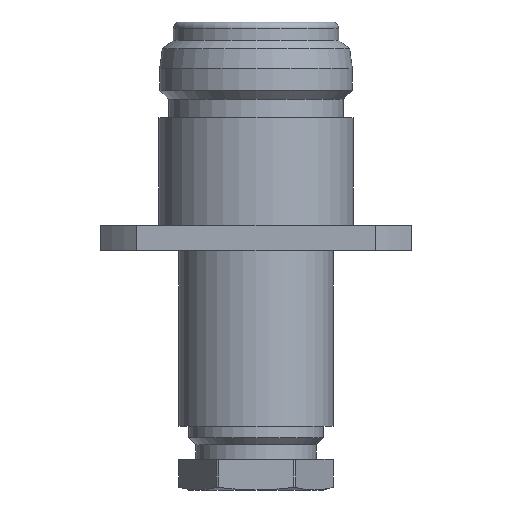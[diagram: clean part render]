
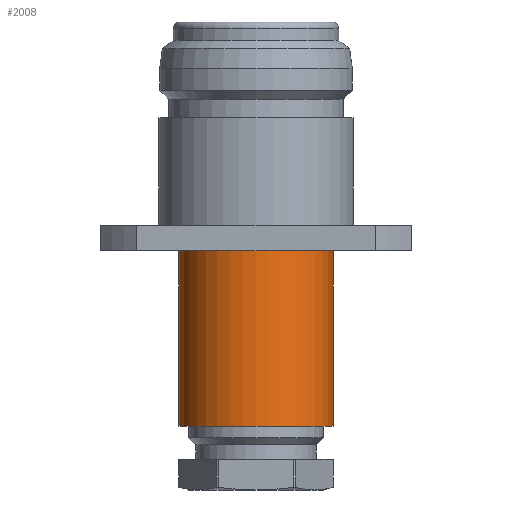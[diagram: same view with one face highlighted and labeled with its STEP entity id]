
A CAD part, front view. The second image highlights one B-rep face of the part: STEP entity #2008.
In plain terms, the highlighted cylindrical face has radius 6.3 mm (diameter 12.6 mm), a partial arc.
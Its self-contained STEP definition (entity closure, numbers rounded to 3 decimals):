
#59 = EDGE_CURVE ( 'NONE', #3065, #1395, #3624, .T. ) ;
#265 = VECTOR ( 'NONE', #2105, 1000. ) ;
#342 = VERTEX_POINT ( 'NONE', #414 ) ;
#382 = CARTESIAN_POINT ( 'NONE',  ( 0., 0., -33. ) ) ;
#414 = CARTESIAN_POINT ( 'NONE',  ( 6.3, 0., -33. ) ) ;
#421 = DIRECTION ( 'NONE',  ( 0., 0., 1. ) ) ;
#512 = CIRCLE ( 'NONE', #3970, 6.3 ) ;
#678 = DIRECTION ( 'NONE',  ( 0., 0., 1. ) ) ;
#850 = VECTOR ( 'NONE', #3642, 1000. ) ;
#1193 = LINE ( 'NONE', #2549, #265 ) ;
#1395 = VERTEX_POINT ( 'NONE', #3102 ) ;
#1420 = DIRECTION ( 'NONE',  ( 1., 0., 0. ) ) ;
#1442 = CARTESIAN_POINT ( 'NONE',  ( 0., 0., 2.331 ) ) ;
#1542 = ORIENTED_EDGE ( 'NONE', *, *, #2771, .T. ) ;
#1600 = VERTEX_POINT ( 'NONE', #2618 ) ;
#1886 = CIRCLE ( 'NONE', #2346, 6.3 ) ;
#2008 = ADVANCED_FACE ( 'NONE', ( #3131 ), #3622, .T. ) ;
#2105 = DIRECTION ( 'NONE',  ( 0., 0., 1. ) ) ;
#2346 = AXIS2_PLACEMENT_3D ( 'NONE', #382, #678, #2991 ) ;
#2549 = CARTESIAN_POINT ( 'NONE',  ( 6.3, 0., 2.331 ) ) ;
#2576 = ORIENTED_EDGE ( 'NONE', *, *, #59, .F. ) ;
#2618 = CARTESIAN_POINT ( 'NONE',  ( 6.3, 0., -18.7 ) ) ;
#2771 = EDGE_CURVE ( 'NONE', #3065, #342, #1886, .T. ) ;
#2779 = ORIENTED_EDGE ( 'NONE', *, *, #2824, .F. ) ;
#2824 = EDGE_CURVE ( 'NONE', #1395, #1600, #512, .T. ) ;
#2830 = EDGE_LOOP ( 'NONE', ( #2576, #1542, #3561, #2779 ) ) ;
#2918 = CARTESIAN_POINT ( 'NONE',  ( -6.3, 0., 2.331 ) ) ;
#2978 = CARTESIAN_POINT ( 'NONE',  ( 0., 0., -18.7 ) ) ;
#2991 = DIRECTION ( 'NONE',  ( 1., 0., 0. ) ) ;
#3065 = VERTEX_POINT ( 'NONE', #4441 ) ;
#3102 = CARTESIAN_POINT ( 'NONE',  ( -6.3, 0., -18.7 ) ) ;
#3131 = FACE_OUTER_BOUND ( 'NONE', #2830, .T. ) ;
#3418 = AXIS2_PLACEMENT_3D ( 'NONE', #1442, #421, #1420 ) ;
#3427 = EDGE_CURVE ( 'NONE', #342, #1600, #1193, .T. ) ;
#3511 = DIRECTION ( 'NONE',  ( 1., 0., 0. ) ) ;
#3561 = ORIENTED_EDGE ( 'NONE', *, *, #3427, .T. ) ;
#3622 = CYLINDRICAL_SURFACE ( 'NONE', #3418, 6.3 ) ;
#3624 = LINE ( 'NONE', #2918, #850 ) ;
#3642 = DIRECTION ( 'NONE',  ( 0., 0., 1. ) ) ;
#3962 = DIRECTION ( 'NONE',  ( 0., 0., 1. ) ) ;
#3970 = AXIS2_PLACEMENT_3D ( 'NONE', #2978, #3962, #3511 ) ;
#4441 = CARTESIAN_POINT ( 'NONE',  ( -6.3, 0., -33. ) ) ;
